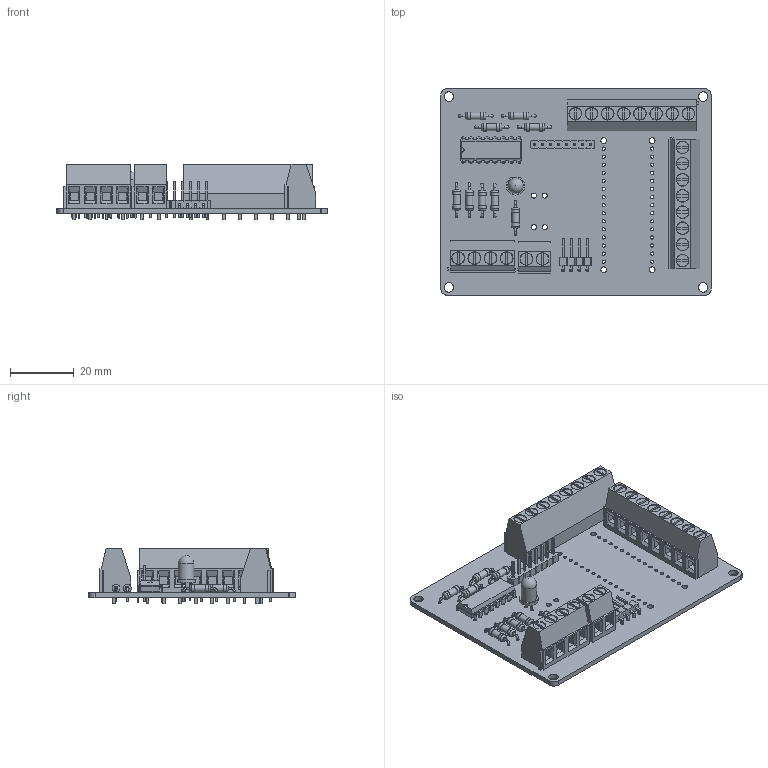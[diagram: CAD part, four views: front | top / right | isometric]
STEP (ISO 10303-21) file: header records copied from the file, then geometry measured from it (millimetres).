
FILE_DESCRIPTION(('KiCad electronic assembly'),'2;1');
FILE_NAME('CANBOARD_REV3.step','2025-01-10T19:40:59',('Pcbnew'),('Kicad' ),'Open CASCADE STEP processor 7.8','KiCad to STEP converter', 'Unknown');
FILE_SCHEMA(('AUTOMOTIVE_DESIGN { 1 0 10303 214 1 1 1 1 }'));
Length unit declared in the file: millimetre
Products named in the file (18): CANBOARD_REV3 1; R_Axial_DIN0207_L6.3mm_D2.5mm_P10.16mm_Horizontal; R_Axial_DIN0207_L63mm_D25mm_P1016mm_Horizontal; TerminalBlock_Phoenix_MKDS-1,5-2-5.08_1x02_P5.08mm_Horizontal; TerminalBlock_Phoenix_MKDS_15_2_508_1x02_P508mm_Horizontal; DIP-16_W7.62mm; TerminalBlock_Phoenix_MKDS-1,5-4-5.08_1x04_P5.08mm_Horizontal; TerminalBlock_Phoenix_MKDS_15_4_508_1x04_P508mm_Horizontal; PinHeader_1x04_P2.54mm_Horizontal; PinHeader_1x04_P254mm_Horizontal; TerminalBlock_Phoenix_MKDS-1,5-8-5.08_1x08_P5.08mm_Horizontal; TerminalBlock_Phoenix_MKDS_15_8_508_1x08_P508mm_Horizontal; PinHeader_1x08_P2.54mm_Vertical; PinHeader_1x08_P254mm_Vertical; LED_D5.0mm; _autosave-CANBOARD_REV3_PCB
Assembly tree (26 placements, depth 3):
  CANBOARD_REV3 1
    R_Axial_DIN0207_L6.3mm_D2.5mm_P10.16mm_Horizontal  x9
      R_Axial_DIN0207_L63mm_D25mm_P1016mm_Horizontal
    TerminalBlock_Phoenix_MKDS-1,5-2-5.08_1x02_P5.08mm_Horizontal
      TerminalBlock_Phoenix_MKDS_15_2_508_1x02_P508mm_Horizontal
    DIP-16_W7.62mm
      DIP-16_W7.62mm
    TerminalBlock_Phoenix_MKDS-1,5-4-5.08_1x04_P5.08mm_Horizontal
      TerminalBlock_Phoenix_MKDS_15_4_508_1x04_P508mm_Horizontal
    PinHeader_1x04_P2.54mm_Horizontal
      PinHeader_1x04_P254mm_Horizontal
    TerminalBlock_Phoenix_MKDS-1,5-8-5.08_1x08_P5.08mm_Horizontal  x2
      TerminalBlock_Phoenix_MKDS_15_8_508_1x08_P508mm_Horizontal
    PinHeader_1x08_P2.54mm_Vertical
      PinHeader_1x08_P254mm_Vertical
    LED_D5.0mm
      LED_D5.0mm
    _autosave-CANBOARD_REV3_PCB
Bounding box: 85 x 65 x 17.3 mm (x, y, z)
Volume: 20890.2 mm3; surface area: 27103.2 mm2
Topology: 18 solids, 18 shells, 1747 faces, 4326 edges, 2721 vertices
Faces by surface type: plane 1332, cylinder 262, bspline 116, torus 36, sphere 1
Full cylindrical faces by diameter (mm): 0.6 x36, 0.8 x34, 0.9 x2, 1 x12, 1.016 x30, 1.3 x22, 1.6 x4, 1.8 x4, 2.25 x9, 2.5 x18, 3 x4, 3.8 x22, 4 x22, 4.9 x1
Entity records: 48238 total; most frequent: CARTESIAN_POINT 7416, ORIENTED_EDGE 6688, DIRECTION 6380, EDGE_CURVE 3344, LINE 2656, VECTOR 2656, VERTEX_POINT 2115, AXIS2_PLACEMENT_3D 1862
